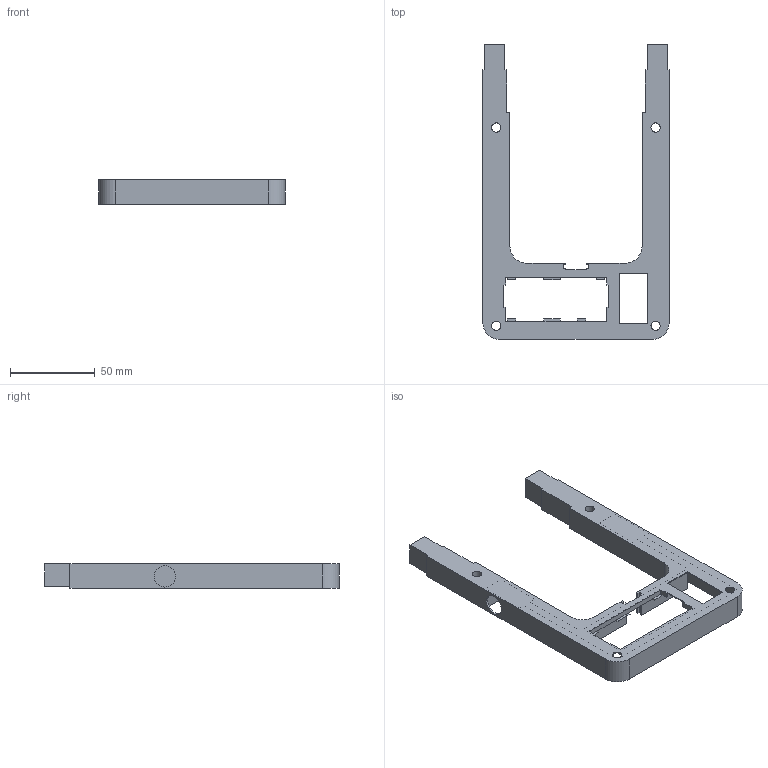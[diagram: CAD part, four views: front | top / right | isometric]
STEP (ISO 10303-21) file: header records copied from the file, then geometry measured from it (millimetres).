
FILE_DESCRIPTION(/* description */ (''),/* implementation_level */ '2;1');
FILE_NAME(/* name */ 'body_button.step',/* time_stamp */ '2024-10-16T20:55:44+02:00',/* author */ (''),/* organization */ (''),/* preprocessor_version */ 'ST-DEVELOPER v20',/* originating_system */ 'Autodesk Translation Framework v13.20.0.188',/* authorisation */ '');
FILE_SCHEMA (('AUTOMOTIVE_DESIGN { 1 0 10303 214 3 1 1 }'));
Length unit declared in the file: millimetre
Products named in the file (1): portable vpin
Bounding box: 110 x 174 x 14.5 mm (x, y, z)
Volume: 59297.8 mm3; surface area: 34196.3 mm2
Topology: 1 solids, 1 shells, 122 faces, 342 edges, 222 vertices
Faces by surface type: plane 112, cylinder 10
Full cylindrical faces by diameter (mm): 5.5 x4, 12.5 x2
Entity records: 3921 total; most frequent: CARTESIAN_POINT 687, ORIENTED_EDGE 684, DIRECTION 608, EDGE_CURVE 342, LINE 322, VECTOR 322, VERTEX_POINT 222, AXIS2_PLACEMENT_3D 143
